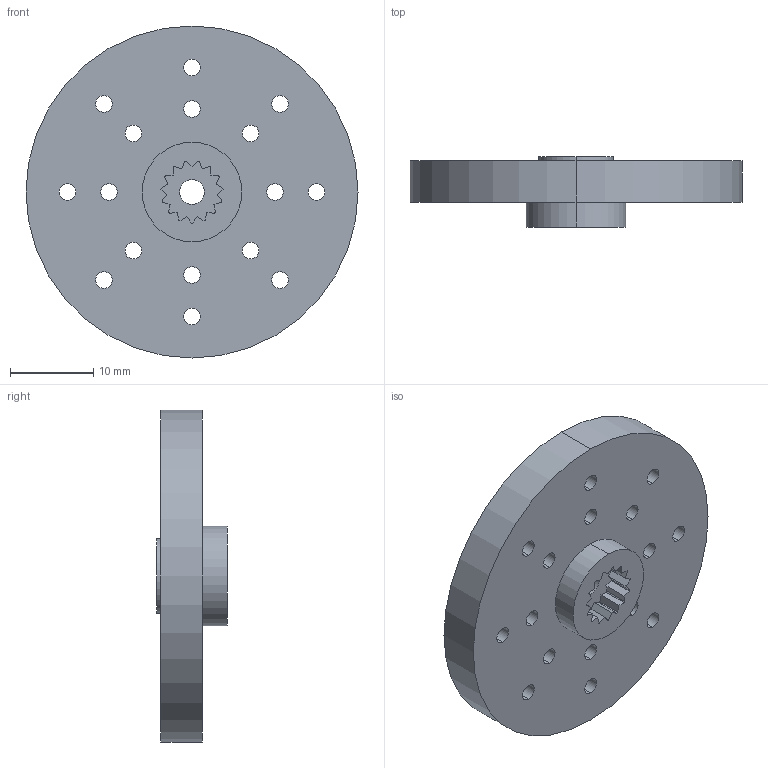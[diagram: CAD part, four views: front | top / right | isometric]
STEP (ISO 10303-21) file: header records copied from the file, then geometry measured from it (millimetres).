
FILE_DESCRIPTION (( 'STEP AP214' ), '1' );
FILE_NAME ('servo blade.STEP', '2013-02-20T00:07:38', ( '' ), ( '' ), 'SwSTEP 2.0', 'SolidWorks 2012', '' );
FILE_SCHEMA (( 'AUTOMOTIVE_DESIGN' ));
Length unit declared in the file: millimetre
Products named in the file (1): servo blade
Bounding box: 40 x 8.5 x 40 mm (x, y, z)
Volume: 6210.7 mm3; surface area: 3820.7 mm2
Topology: 1 solids, 1 shells, 94 faces, 264 edges, 176 vertices
Faces by surface type: cylinder 58, plane 36
Entity records: 3186 total; most frequent: DIRECTION 570, CARTESIAN_POINT 535, ORIENTED_EDGE 528, EDGE_CURVE 264, AXIS2_PLACEMENT_3D 211, VERTEX_POINT 176, LINE 148, VECTOR 148
